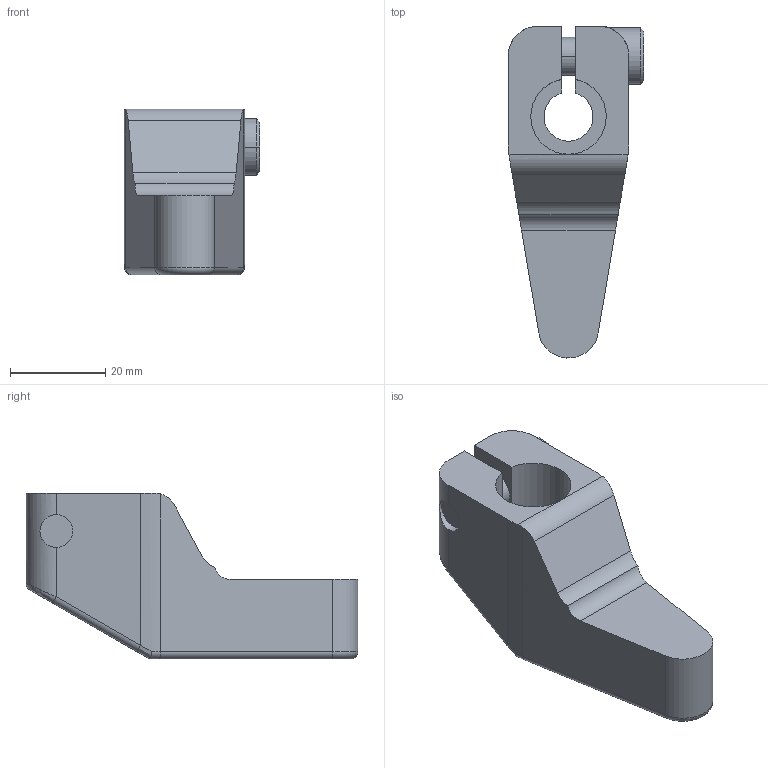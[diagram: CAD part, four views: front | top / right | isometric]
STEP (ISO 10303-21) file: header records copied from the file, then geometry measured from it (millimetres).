
FILE_DESCRIPTION((''),'2;1');
FILE_NAME('ILC91520906','2005-03-18T',('KR'),(''),'PRO/ENGINEER BY PARAMETRIC TECHNOLOGY CORPORATION, 2004290','PRO/ENGINEER BY PARAMETRIC TECHNOLOGY CORPORATION, 2004290','');
FILE_SCHEMA(('AUTOMOTIVE_DESIGN_CC2 { 1 2 10303 214 -1 1 5 2 }'));
Length unit declared in the file: inch
Products named in the file (1): ILC91520906
Bounding box: 28.55 x 69.83 x 34.92 mm (x, y, z)
Volume: 27662.4 mm3; surface area: 9216.2 mm2
Topology: 1 solids, 1 shells, 65 faces, 167 edges, 107 vertices
Faces by surface type: plane 30, cylinder 26, bspline 4, torus 3, cone 2
Entity records: 2928 total; most frequent: CARTESIAN_POINT 637, ORIENTED_EDGE 334, DIRECTION 313, PRESENTATION_STYLE_ASSIGNMENT 176, STYLED_ITEM 168, CURVE_STYLE 167, EDGE_CURVE 167, AXIS2_PLACEMENT_3D 111
